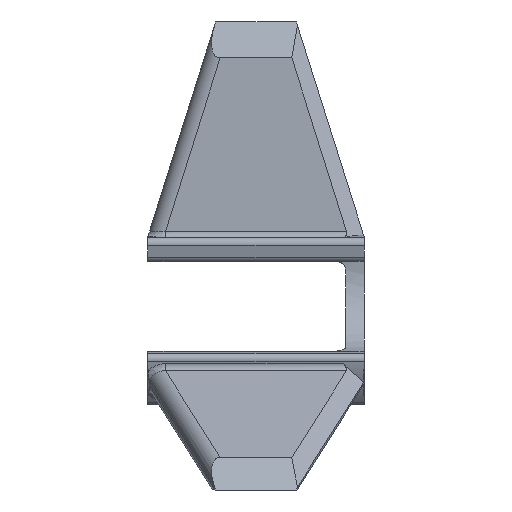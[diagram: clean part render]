
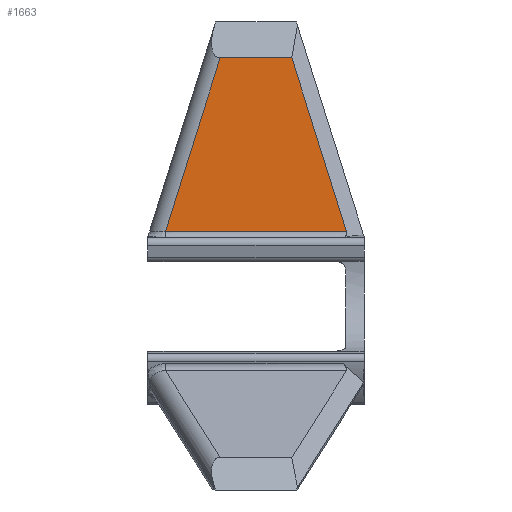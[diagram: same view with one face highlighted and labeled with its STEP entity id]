
A CAD part, left-side view. The second image highlights one B-rep face of the part: STEP entity #1663.
In plain terms, the highlighted planar face has unit normal (-1, 0, 0).
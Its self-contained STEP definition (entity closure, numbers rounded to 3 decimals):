
#75=PLANE('',#1840);
#169=LINE('',#3119,#284);
#170=LINE('',#3174,#285);
#172=LINE('',#3180,#287);
#173=LINE('',#3181,#288);
#284=VECTOR('',#2267,10.);
#285=VECTOR('',#2270,10.);
#287=VECTOR('',#2276,10.);
#288=VECTOR('',#2277,10.);
#424=FACE_OUTER_BOUND('',#518,.T.);
#518=EDGE_LOOP('',(#1411,#1412,#1413,#1414));
#784=VERTEX_POINT('',#3112);
#787=VERTEX_POINT('',#3117);
#790=VERTEX_POINT('',#3173);
#792=VERTEX_POINT('',#3179);
#1012=EDGE_CURVE('',#787,#784,#169,.T.);
#1016=EDGE_CURVE('',#784,#790,#170,.T.);
#1019=EDGE_CURVE('',#792,#787,#172,.T.);
#1020=EDGE_CURVE('',#792,#790,#173,.T.);
#1411=ORIENTED_EDGE('',*,*,#1012,.F.);
#1412=ORIENTED_EDGE('',*,*,#1019,.F.);
#1413=ORIENTED_EDGE('',*,*,#1020,.T.);
#1414=ORIENTED_EDGE('',*,*,#1016,.F.);
#1663=ADVANCED_FACE('',(#424),#75,.T.);
#1840=AXIS2_PLACEMENT_3D('',#3178,#2274,#2275);
#2267=DIRECTION('',(0.,1.,0.));
#2270=DIRECTION('',(0.,-0.301,0.954));
#2274=DIRECTION('center_axis',(-1.,0.,0.));
#2275=DIRECTION('ref_axis',(0.,0.,1.));
#2276=DIRECTION('',(0.,-0.301,-0.954));
#2277=DIRECTION('',(0.,1.,0.));
#3112=CARTESIAN_POINT('',(-5.48,59.239,33.679));
#3117=CARTESIAN_POINT('',(-5.48,-0.239,33.679));
#3119=CARTESIAN_POINT('',(-5.48,-6.,33.679));
#3173=CARTESIAN_POINT('',(-5.48,41.257,90.712));
#3174=CARTESIAN_POINT('',(-5.48,45.913,75.945));
#3178=CARTESIAN_POINT('Origin',(-5.48,-6.,32.035));
#3179=CARTESIAN_POINT('',(-5.48,17.743,90.712));
#3180=CARTESIAN_POINT('',(-5.48,-1.231,30.531));
#3181=CARTESIAN_POINT('',(-5.48,-6.,90.712));
